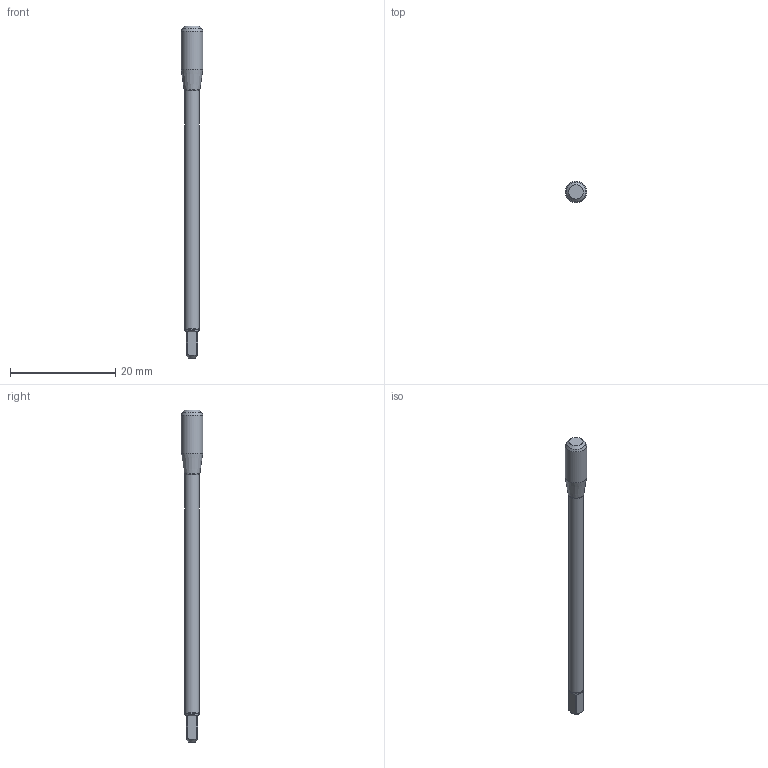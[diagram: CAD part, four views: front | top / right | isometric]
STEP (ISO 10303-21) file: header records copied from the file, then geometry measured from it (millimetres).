
FILE_DESCRIPTION(/* description */ (''),/* implementation_level */ '2;1');
FILE_NAME(/* name */ 'D607_20230210_094418_TB_1.STP',/* time_stamp */ '2023-02-10T09:45:34+01:00',/* author */ (''),/* organization */ ('SMS'),/* preprocessor_version */ 'ST-DEVELOPER v16.7',/* originating_system */ 'SIEMENS PLM Software NX 12.0',/* authorisation */ '');
FILE_SCHEMA (('AUTOMOTIVE_DESIGN { 1 0 10303 214 3 1 1 1 }'));
Length unit declared in the file: millimetre
Products named in the file (1): D607_20230210_094418_TB_1
Bounding box: 4.1 x 4.1 x 63.1 mm (x, y, z)
Volume: 447.7 mm3; surface area: 602.5 mm2
Topology: 1 solids, 1 shells, 20 faces, 99 edges, 137 vertices
Faces by surface type: plane 10, cone 6, cylinder 3, torus 1
Full cylindrical faces by diameter (mm): 2.688 x1, 2.8 x1, 4.1 x1
Entity records: 1018 total; most frequent: CARTESIAN_POINT 157, DIRECTION 139, ORIENTED_EDGE 68, LINE 61, VECTOR 61, STYLED_ITEM 57, PRESENTATION_STYLE_ASSIGNMENT 57, CURVE_STYLE 49
